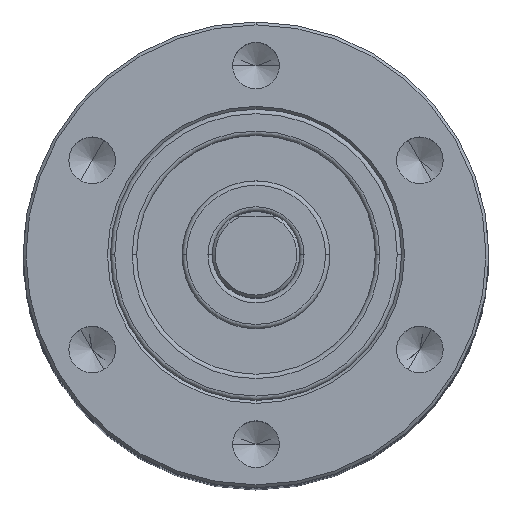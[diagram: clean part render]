
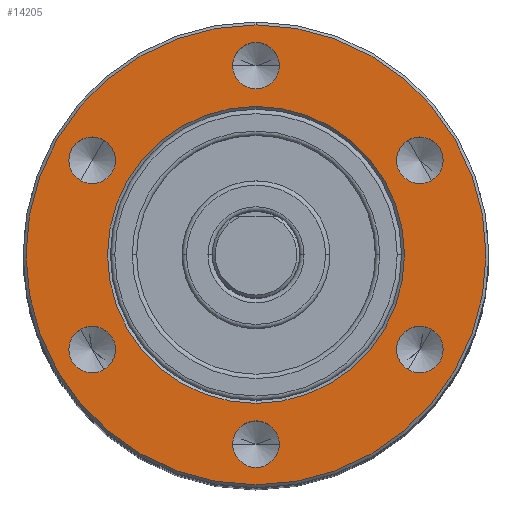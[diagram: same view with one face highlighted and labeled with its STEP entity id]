
A CAD part, top view. The second image highlights one B-rep face of the part: STEP entity #14205.
In plain terms, the highlighted planar face has unit normal (0, 0, 1).
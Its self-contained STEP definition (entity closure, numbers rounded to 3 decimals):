
#13760=CARTESIAN_POINT('',(0.,0.,43.5));
#13761=DIRECTION('',(0.,0.,-1.));
#13762=DIRECTION('',(0.,-1.,0.));
#13763=AXIS2_PLACEMENT_3D('',#13760,#13761,#13762);
#13765=CARTESIAN_POINT('',(0.,0.,43.5));
#13766=DIRECTION('',(0.,0.,-1.));
#13767=DIRECTION('',(0.,1.,0.));
#13768=AXIS2_PLACEMENT_3D('',#13765,#13766,#13767);
#13770=CARTESIAN_POINT('',(0.,0.,43.5));
#13771=DIRECTION('',(0.,0.,-1.));
#13772=DIRECTION('',(0.,-1.,0.));
#13773=AXIS2_PLACEMENT_3D('',#13770,#13771,#13772);
#13775=CARTESIAN_POINT('',(0.,0.,43.5));
#13776=DIRECTION('',(0.,0.,-1.));
#13777=DIRECTION('',(0.,1.,0.));
#13778=AXIS2_PLACEMENT_3D('',#13775,#13776,#13777);
#13780=CARTESIAN_POINT('',(0.,6.5,43.5));
#13781=DIRECTION('',(0.,0.,1.));
#13782=DIRECTION('',(-1.,0.,0.));
#13783=AXIS2_PLACEMENT_3D('',#13780,#13781,#13782);
#13785=CARTESIAN_POINT('',(0.,6.5,43.5));
#13786=DIRECTION('',(0.,0.,1.));
#13787=DIRECTION('',(1.,0.,0.));
#13788=AXIS2_PLACEMENT_3D('',#13785,#13786,#13787);
#13790=CARTESIAN_POINT('',(-5.629,3.25,43.5));
#13791=DIRECTION('',(0.,0.,1.));
#13792=DIRECTION('',(-0.5,-0.866,0.));
#13793=AXIS2_PLACEMENT_3D('',#13790,#13791,#13792);
#13795=CARTESIAN_POINT('',(-5.629,3.25,43.5));
#13796=DIRECTION('',(0.,0.,1.));
#13797=DIRECTION('',(0.5,0.866,0.));
#13798=AXIS2_PLACEMENT_3D('',#13795,#13796,#13797);
#13800=CARTESIAN_POINT('',(-5.629,-3.25,43.5));
#13801=DIRECTION('',(0.,0.,1.));
#13802=DIRECTION('',(0.5,-0.866,0.));
#13803=AXIS2_PLACEMENT_3D('',#13800,#13801,#13802);
#13805=CARTESIAN_POINT('',(-5.629,-3.25,43.5));
#13806=DIRECTION('',(0.,0.,1.));
#13807=DIRECTION('',(-0.5,0.866,0.));
#13808=AXIS2_PLACEMENT_3D('',#13805,#13806,#13807);
#13810=CARTESIAN_POINT('',(0.,-6.5,43.5));
#13811=DIRECTION('',(0.,0.,1.));
#13812=DIRECTION('',(1.,0.,0.));
#13813=AXIS2_PLACEMENT_3D('',#13810,#13811,#13812);
#13815=CARTESIAN_POINT('',(0.,-6.5,43.5));
#13816=DIRECTION('',(0.,0.,1.));
#13817=DIRECTION('',(-1.,0.,0.));
#13818=AXIS2_PLACEMENT_3D('',#13815,#13816,#13817);
#13820=CARTESIAN_POINT('',(5.629,-3.25,43.5));
#13821=DIRECTION('',(0.,0.,1.));
#13822=DIRECTION('',(0.5,0.866,0.));
#13823=AXIS2_PLACEMENT_3D('',#13820,#13821,#13822);
#13825=CARTESIAN_POINT('',(5.629,-3.25,43.5));
#13826=DIRECTION('',(0.,0.,1.));
#13827=DIRECTION('',(-0.5,-0.866,0.));
#13828=AXIS2_PLACEMENT_3D('',#13825,#13826,#13827);
#13830=CARTESIAN_POINT('',(5.629,3.25,43.5));
#13831=DIRECTION('',(0.,0.,1.));
#13832=DIRECTION('',(-0.5,0.866,0.));
#13833=AXIS2_PLACEMENT_3D('',#13830,#13831,#13832);
#13835=CARTESIAN_POINT('',(5.629,3.25,43.5));
#13836=DIRECTION('',(0.,0.,1.));
#13837=DIRECTION('',(0.5,-0.866,0.));
#13838=AXIS2_PLACEMENT_3D('',#13835,#13836,#13837);
#14068=CARTESIAN_POINT('',(0.,-5.1,43.5));
#14069=CARTESIAN_POINT('',(0.,5.1,43.5));
#14070=VERTEX_POINT('',#14068);
#14071=VERTEX_POINT('',#14069);
#14088=CARTESIAN_POINT('',(0.,-7.9,43.5));
#14089=CARTESIAN_POINT('',(0.,7.9,43.5));
#14090=VERTEX_POINT('',#14088);
#14091=VERTEX_POINT('',#14089);
#14098=CARTESIAN_POINT('',(-0.8,6.5,43.5));
#14099=CARTESIAN_POINT('',(0.8,6.5,43.5));
#14100=VERTEX_POINT('',#14098);
#14101=VERTEX_POINT('',#14099);
#14108=CARTESIAN_POINT('',(-6.029,2.557,43.5));
#14109=CARTESIAN_POINT('',(-5.229,3.943,43.5));
#14110=VERTEX_POINT('',#14108);
#14111=VERTEX_POINT('',#14109);
#14118=CARTESIAN_POINT('',(-5.229,-3.943,43.5));
#14119=CARTESIAN_POINT('',(-6.029,-2.557,43.5));
#14120=VERTEX_POINT('',#14118);
#14121=VERTEX_POINT('',#14119);
#14128=CARTESIAN_POINT('',(0.8,-6.5,43.5));
#14129=CARTESIAN_POINT('',(-0.8,-6.5,43.5));
#14130=VERTEX_POINT('',#14128);
#14131=VERTEX_POINT('',#14129);
#14138=CARTESIAN_POINT('',(6.029,-2.557,43.5));
#14139=CARTESIAN_POINT('',(5.229,-3.943,43.5));
#14140=VERTEX_POINT('',#14138);
#14141=VERTEX_POINT('',#14139);
#14148=CARTESIAN_POINT('',(5.229,3.943,43.5));
#14149=CARTESIAN_POINT('',(6.029,2.557,43.5));
#14150=VERTEX_POINT('',#14148);
#14151=VERTEX_POINT('',#14149);
#14152=CARTESIAN_POINT('',(0.,0.,43.5));
#14153=DIRECTION('',(0.,0.,1.));
#14154=DIRECTION('',(0.,-1.,0.));
#14155=AXIS2_PLACEMENT_3D('',#14152,#14153,#14154);
#14156=PLANE('',#14155);
#14158=ORIENTED_EDGE('',*,*,#14157,.T.);
#14160=ORIENTED_EDGE('',*,*,#14159,.T.);
#14161=EDGE_LOOP('',(#14158,#14160));
#14162=FACE_OUTER_BOUND('',#14161,.F.);
#14164=ORIENTED_EDGE('',*,*,#14163,.F.);
#14166=ORIENTED_EDGE('',*,*,#14165,.F.);
#14167=EDGE_LOOP('',(#14164,#14166));
#14168=FACE_BOUND('',#14167,.F.);
#14170=ORIENTED_EDGE('',*,*,#14169,.T.);
#14172=ORIENTED_EDGE('',*,*,#14171,.T.);
#14173=EDGE_LOOP('',(#14170,#14172));
#14174=FACE_BOUND('',#14173,.F.);
#14176=ORIENTED_EDGE('',*,*,#14175,.T.);
#14178=ORIENTED_EDGE('',*,*,#14177,.T.);
#14179=EDGE_LOOP('',(#14176,#14178));
#14180=FACE_BOUND('',#14179,.F.);
#14182=ORIENTED_EDGE('',*,*,#14181,.T.);
#14184=ORIENTED_EDGE('',*,*,#14183,.T.);
#14185=EDGE_LOOP('',(#14182,#14184));
#14186=FACE_BOUND('',#14185,.F.);
#14188=ORIENTED_EDGE('',*,*,#14187,.T.);
#14190=ORIENTED_EDGE('',*,*,#14189,.T.);
#14191=EDGE_LOOP('',(#14188,#14190));
#14192=FACE_BOUND('',#14191,.F.);
#14194=ORIENTED_EDGE('',*,*,#14193,.T.);
#14196=ORIENTED_EDGE('',*,*,#14195,.T.);
#14197=EDGE_LOOP('',(#14194,#14196));
#14198=FACE_BOUND('',#14197,.F.);
#14200=ORIENTED_EDGE('',*,*,#14199,.T.);
#14202=ORIENTED_EDGE('',*,*,#14201,.T.);
#14203=EDGE_LOOP('',(#14200,#14202));
#14204=FACE_BOUND('',#14203,.F.);
#14205=ADVANCED_FACE('',(#14162,#14168,#14174,#14180,#14186,#14192,#14198,
#14204),#14156,.T.);
#13764=CIRCLE('',#13763,5.1);
#13769=CIRCLE('',#13768,5.1);
#13774=CIRCLE('',#13773,7.9);
#13779=CIRCLE('',#13778,7.9);
#13784=CIRCLE('',#13783,0.8);
#13789=CIRCLE('',#13788,0.8);
#13794=CIRCLE('',#13793,0.8);
#13799=CIRCLE('',#13798,0.8);
#13804=CIRCLE('',#13803,0.8);
#13809=CIRCLE('',#13808,0.8);
#13814=CIRCLE('',#13813,0.8);
#13819=CIRCLE('',#13818,0.8);
#13824=CIRCLE('',#13823,0.8);
#13829=CIRCLE('',#13828,0.8);
#13834=CIRCLE('',#13833,0.8);
#13839=CIRCLE('',#13838,0.8);
#14157=EDGE_CURVE('',#14090,#14091,#13774,.T.);
#14159=EDGE_CURVE('',#14091,#14090,#13779,.T.);
#14163=EDGE_CURVE('',#14070,#14071,#13764,.T.);
#14165=EDGE_CURVE('',#14071,#14070,#13769,.T.);
#14169=EDGE_CURVE('',#14100,#14101,#13784,.T.);
#14171=EDGE_CURVE('',#14101,#14100,#13789,.T.);
#14175=EDGE_CURVE('',#14110,#14111,#13794,.T.);
#14177=EDGE_CURVE('',#14111,#14110,#13799,.T.);
#14181=EDGE_CURVE('',#14120,#14121,#13804,.T.);
#14183=EDGE_CURVE('',#14121,#14120,#13809,.T.);
#14187=EDGE_CURVE('',#14130,#14131,#13814,.T.);
#14189=EDGE_CURVE('',#14131,#14130,#13819,.T.);
#14193=EDGE_CURVE('',#14140,#14141,#13824,.T.);
#14195=EDGE_CURVE('',#14141,#14140,#13829,.T.);
#14199=EDGE_CURVE('',#14150,#14151,#13834,.T.);
#14201=EDGE_CURVE('',#14151,#14150,#13839,.T.);
